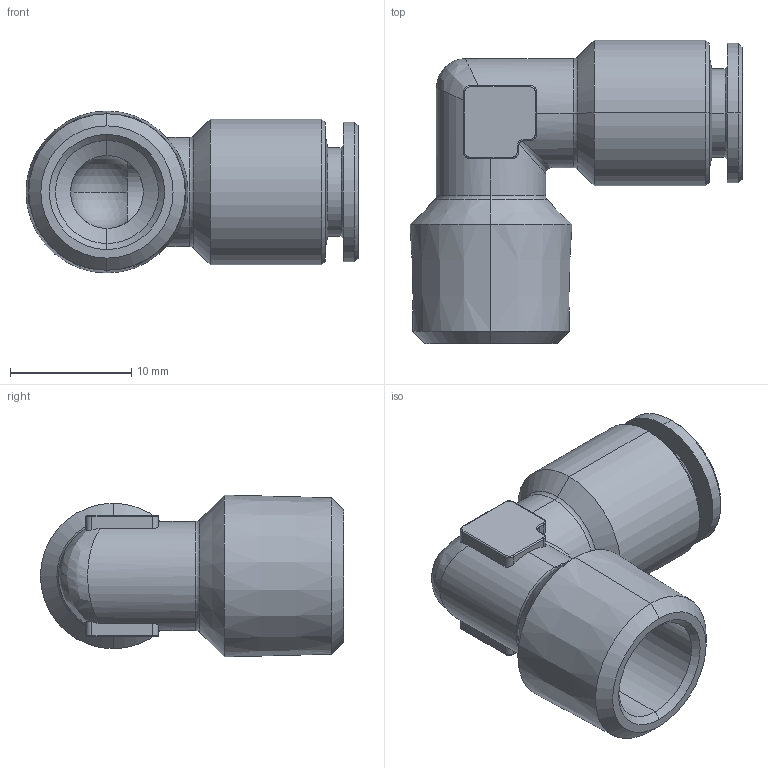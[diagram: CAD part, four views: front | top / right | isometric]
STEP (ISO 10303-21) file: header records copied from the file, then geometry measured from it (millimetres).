
FILE_DESCRIPTION (( 'STEP AP203' ), '1' );
FILE_NAME ('A0040032.STEP', '2009-01-30T15:49:25', ( 'UT1' ), ( 'sopra-pneumatic' ), 'SwSTEP 2.0', 'SolidWorks 2008', '' );
FILE_SCHEMA (( 'CONFIG_CONTROL_DESIGN' ));
Length unit declared in the file: millimetre
Products named in the file (1): A0040032
Bounding box: 27.38 x 25 x 13.35 mm (x, y, z)
Volume: 2460.4 mm3; surface area: 2505.1 mm2
Topology: 1 solids, 1 shells, 104 faces, 247 edges, 145 vertices
Faces by surface type: cylinder 42, cone 24, plane 18, torus 16, sphere 2, bspline 2
Entity records: 3241 total; most frequent: CARTESIAN_POINT 762, DIRECTION 544, ORIENTED_EDGE 486, EDGE_CURVE 243, AXIS2_PLACEMENT_3D 223, VERTEX_POINT 143, CIRCLE 120, EDGE_LOOP 108
